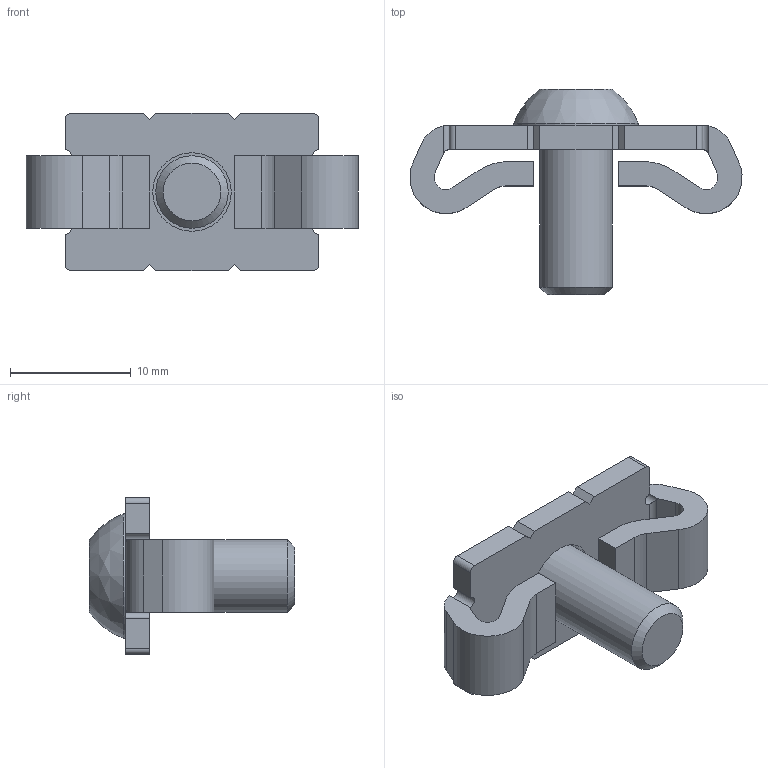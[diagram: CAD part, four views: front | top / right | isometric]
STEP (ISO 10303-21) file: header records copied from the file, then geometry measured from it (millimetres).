
FILE_DESCRIPTION( ( 'STEP AP214' ), '1' );
FILE_NAME( 'K1031.06.stp', '2020-12-10T09:19:33', ( '' ), ( '' ), ' ', 'PARTsolutions', ' ' );
FILE_SCHEMA( ( 'AUTOMOTIVE_DESIGN { 1 0 10303 214 1 1 1 1 }' ) );
Length unit declared in the file: millimetre
Products named in the file (1): _K1031.06
Bounding box: 27.48 x 17 x 13 mm (x, y, z)
Volume: 1387 mm3; surface area: 1548.6 mm2
Topology: 1 solids, 1 shells, 73 faces, 199 edges, 132 vertices
Faces by surface type: plane 48, cylinder 23, bspline 1, cone 1
Full cylindrical faces by diameter (mm): 6 x1, 6.5 x1, 10.3 x1
Entity records: 2919 total; most frequent: CARTESIAN_POINT 447, DIRECTION 388, ORIENTED_EDGE 388, EDGE_CURVE 194, LINE 138, VECTOR 138, VERTEX_POINT 132, AXIS2_PLACEMENT_3D 125
